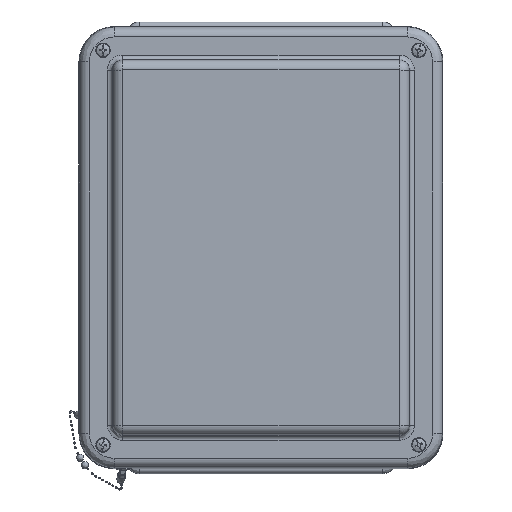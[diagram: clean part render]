
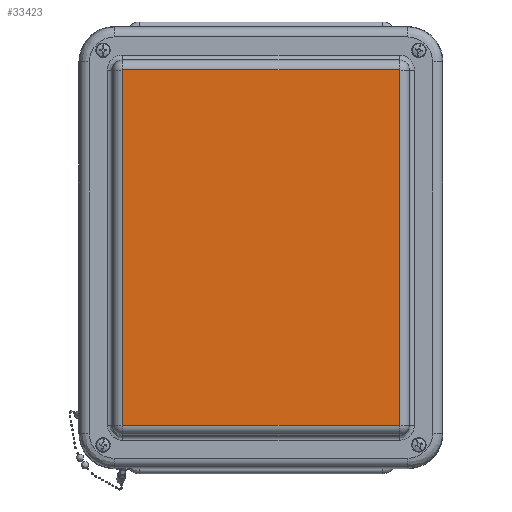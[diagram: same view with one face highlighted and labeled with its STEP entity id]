
A CAD part, top view. The second image highlights one B-rep face of the part: STEP entity #33423.
In plain terms, the highlighted planar face has unit normal (0, 0, 1).
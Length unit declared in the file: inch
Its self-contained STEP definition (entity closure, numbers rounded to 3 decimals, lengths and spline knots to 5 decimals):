
#466 = CARTESIAN_POINT ( 'NONE',  ( -3.5664, 4.57072, 1.0333 ) ) ;
#658 = VERTEX_POINT ( 'NONE', #29230 ) ;
#877 = CARTESIAN_POINT ( 'NONE',  ( 3.5664, 4.57071, 1.0333 ) ) ;
#1369 = CARTESIAN_POINT ( 'NONE',  ( -3.5664, -4.57071, 1.0333 ) ) ;
#1870 = DIRECTION ( 'NONE',  ( 0., 0., 1. ) ) ;
#2624 = VERTEX_POINT ( 'NONE', #30607 ) ;
#3583 = ORIENTED_EDGE ( 'NONE', *, *, #37736, .T. ) ;
#4099 = CARTESIAN_POINT ( 'NONE',  ( 3.5637, 4.57283, 1.0333 ) ) ;
#5323 = ORIENTED_EDGE ( 'NONE', *, *, #23655, .T. ) ;
#5362 = CARTESIAN_POINT ( 'NONE',  ( 3.56683, -4.5685, 1.0333 ) ) ;
#5406 = CARTESIAN_POINT ( 'NONE',  ( -3.56472, -4.5724, 1.0333 ) ) ;
#5514 = CARTESIAN_POINT ( 'NONE',  ( 3.56369, -4.57283, 1.0333 ) ) ;
#5562 = B_SPLINE_CURVE_WITH_KNOTS ( 'NONE', 3,
 ( #42251, #23481, #1369, #5406, #45651, #45805 ),
 .UNSPECIFIED., .F., .F.,
 ( 4, 2, 4 ),
 ( 0., 0.5, 1. ),
 .UNSPECIFIED. ) ;
#5732 = PLANE ( 'NONE',  #11191 ) ;
#5748 = B_SPLINE_CURVE_WITH_KNOTS ( 'NONE', 3,
 ( #26089, #14517, #37156, #466, #26245, #10933 ),
 .UNSPECIFIED., .F., .F.,
 ( 4, 2, 4 ),
 ( 0., 0.5, 1. ),
 .UNSPECIFIED. ) ;
#6736 = VECTOR ( 'NONE', #35273, 39.37008 ) ;
#7338 = EDGE_CURVE ( 'NONE', #14810, #2624, #41374, .T. ) ;
#9461 = EDGE_LOOP ( 'NONE', ( #31608, #3583, #26506, #5323, #16089, #17994, #44175, #19389 ) ) ;
#9983 = CARTESIAN_POINT ( 'NONE',  ( 0., -4.57283, 1.0333 ) ) ;
#10933 = CARTESIAN_POINT ( 'NONE',  ( -3.56683, 4.5685, 1.0333 ) ) ;
#11091 = EDGE_CURVE ( 'NONE', #32587, #658, #12446, .T. ) ;
#11098 = CARTESIAN_POINT ( 'NONE',  ( 3.56683, 4.5685, 1.0333 ) ) ;
#11191 = AXIS2_PLACEMENT_3D ( 'NONE', #23967, #1870, #31646 ) ;
#11302 = DIRECTION ( 'NONE',  ( -1., 0., 0. ) ) ;
#11964 = CARTESIAN_POINT ( 'NONE',  ( 3.56683, 4.56969, 1.0333 ) ) ;
#12446 = B_SPLINE_CURVE_WITH_KNOTS ( 'NONE', 3,
 ( #38786, #5514, #31259, #42671, #20672, #5362 ),
 .UNSPECIFIED., .F., .F.,
 ( 4, 2, 4 ),
 ( 0., 0.5, 1. ),
 .UNSPECIFIED. ) ;
#12468 = LINE ( 'NONE', #9983, #6736 ) ;
#12930 = FACE_OUTER_BOUND ( 'NONE', #9461, .T. ) ;
#13258 = CARTESIAN_POINT ( 'NONE',  ( -3.56683, -4.5685, 1.0333 ) ) ;
#14517 = CARTESIAN_POINT ( 'NONE',  ( -3.56369, 4.57283, 1.0333 ) ) ;
#14810 = VERTEX_POINT ( 'NONE', #11098 ) ;
#16089 = ORIENTED_EDGE ( 'NONE', *, *, #7338, .T. ) ;
#16280 = VECTOR ( 'NONE', #25762, 39.37008 ) ;
#17222 = CARTESIAN_POINT ( 'NONE',  ( -3.56683, 4.5685, 1.0333 ) ) ;
#17994 = ORIENTED_EDGE ( 'NONE', *, *, #35647, .T. ) ;
#19389 = ORIENTED_EDGE ( 'NONE', *, *, #42791, .T. ) ;
#20656 = VECTOR ( 'NONE', #38872, 39.37008 ) ;
#20672 = CARTESIAN_POINT ( 'NONE',  ( 3.56683, -4.5697, 1.0333 ) ) ;
#21489 = VERTEX_POINT ( 'NONE', #13258 ) ;
#21834 = LINE ( 'NONE', #46320, #20656 ) ;
#22344 = CARTESIAN_POINT ( 'NONE',  ( 0., 4.57283, 1.0333 ) ) ;
#23481 = CARTESIAN_POINT ( 'NONE',  ( -3.56683, -4.56969, 1.0333 ) ) ;
#23655 = EDGE_CURVE ( 'NONE', #658, #14810, #21834, .T. ) ;
#23967 = CARTESIAN_POINT ( 'NONE',  ( 0., 0., 1.0333 ) ) ;
#24066 = CARTESIAN_POINT ( 'NONE',  ( -3.5625, 4.57283, 1.0333 ) ) ;
#25175 = VECTOR ( 'NONE', #11302, 39.37008 ) ;
#25762 = DIRECTION ( 'NONE',  ( 0., -1., 0. ) ) ;
#26089 = CARTESIAN_POINT ( 'NONE',  ( -3.5625, 4.57283, 1.0333 ) ) ;
#26176 = CARTESIAN_POINT ( 'NONE',  ( 3.56472, 4.5724, 1.0333 ) ) ;
#26245 = CARTESIAN_POINT ( 'NONE',  ( -3.56683, 4.5697, 1.0333 ) ) ;
#26506 = ORIENTED_EDGE ( 'NONE', *, *, #11091, .T. ) ;
#26519 = EDGE_CURVE ( 'NONE', #38503, #45837, #5748, .T. ) ;
#27352 = EDGE_CURVE ( 'NONE', #21489, #30155, #5562, .T. ) ;
#29110 = CARTESIAN_POINT ( 'NONE',  ( -3.56683, 0., 1.0333 ) ) ;
#29230 = CARTESIAN_POINT ( 'NONE',  ( 3.56683, -4.5685, 1.0333 ) ) ;
#30155 = VERTEX_POINT ( 'NONE', #40140 ) ;
#30607 = CARTESIAN_POINT ( 'NONE',  ( 3.5625, 4.57283, 1.0333 ) ) ;
#31259 = CARTESIAN_POINT ( 'NONE',  ( 3.56471, -4.5724, 1.0333 ) ) ;
#31608 = ORIENTED_EDGE ( 'NONE', *, *, #27352, .T. ) ;
#31646 = DIRECTION ( 'NONE',  ( 1., 0., 0. ) ) ;
#32587 = VERTEX_POINT ( 'NONE', #34250 ) ;
#33423 = ADVANCED_FACE ( 'NONE', ( #12930 ), #5732, .T. ) ;
#34250 = CARTESIAN_POINT ( 'NONE',  ( 3.5625, -4.57283, 1.0333 ) ) ;
#35273 = DIRECTION ( 'NONE',  ( 1., 0., 0. ) ) ;
#35647 = EDGE_CURVE ( 'NONE', #2624, #38503, #47602, .T. ) ;
#35874 = LINE ( 'NONE', #29110, #16280 ) ;
#37156 = CARTESIAN_POINT ( 'NONE',  ( -3.56471, 4.5724, 1.0333 ) ) ;
#37246 = CARTESIAN_POINT ( 'NONE',  ( 3.56683, 4.5685, 1.0333 ) ) ;
#37736 = EDGE_CURVE ( 'NONE', #30155, #32587, #12468, .T. ) ;
#38503 = VERTEX_POINT ( 'NONE', #24066 ) ;
#38786 = CARTESIAN_POINT ( 'NONE',  ( 3.5625, -4.57283, 1.0333 ) ) ;
#38872 = DIRECTION ( 'NONE',  ( 0., 1., 0. ) ) ;
#40140 = CARTESIAN_POINT ( 'NONE',  ( -3.5625, -4.57283, 1.0333 ) ) ;
#41101 = CARTESIAN_POINT ( 'NONE',  ( 3.5625, 4.57283, 1.0333 ) ) ;
#41374 = B_SPLINE_CURVE_WITH_KNOTS ( 'NONE', 3,
 ( #37246, #11964, #877, #26176, #4099, #41101 ),
 .UNSPECIFIED., .F., .F.,
 ( 4, 2, 4 ),
 ( 0., 0.5, 1. ),
 .UNSPECIFIED. ) ;
#42251 = CARTESIAN_POINT ( 'NONE',  ( -3.56683, -4.5685, 1.0333 ) ) ;
#42671 = CARTESIAN_POINT ( 'NONE',  ( 3.5664, -4.57072, 1.0333 ) ) ;
#42791 = EDGE_CURVE ( 'NONE', #45837, #21489, #35874, .T. ) ;
#44175 = ORIENTED_EDGE ( 'NONE', *, *, #26519, .T. ) ;
#45651 = CARTESIAN_POINT ( 'NONE',  ( -3.5637, -4.57283, 1.0333 ) ) ;
#45805 = CARTESIAN_POINT ( 'NONE',  ( -3.5625, -4.57283, 1.0333 ) ) ;
#45837 = VERTEX_POINT ( 'NONE', #17222 ) ;
#46320 = CARTESIAN_POINT ( 'NONE',  ( 3.56683, 0., 1.0333 ) ) ;
#47602 = LINE ( 'NONE', #22344, #25175 ) ;
